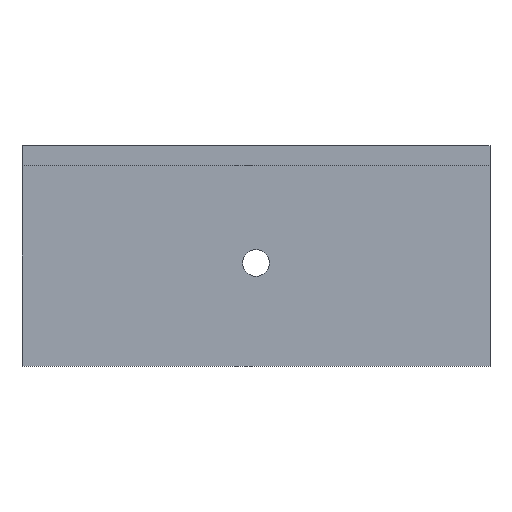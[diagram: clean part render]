
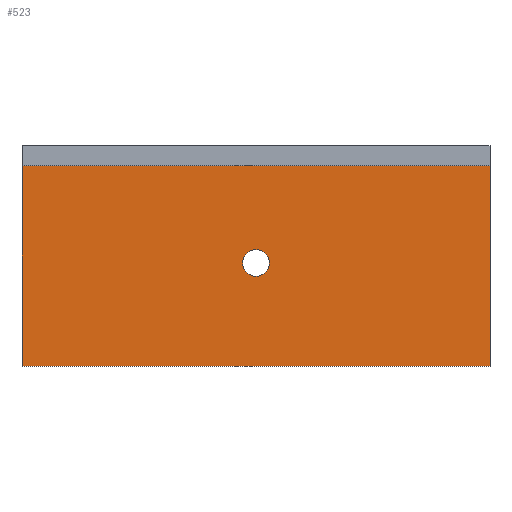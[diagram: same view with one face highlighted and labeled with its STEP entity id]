
A CAD part, front view. The second image highlights one B-rep face of the part: STEP entity #523.
In plain terms, the highlighted planar face has unit normal (0, -1, 0).
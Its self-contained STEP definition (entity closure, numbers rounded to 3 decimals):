
#16=FACE_BOUND('',#188,.T.);
#27=CIRCLE('',#577,2.);
#40=LINE('',#823,#90);
#47=LINE('',#836,#97);
#49=LINE('',#840,#99);
#67=LINE('',#877,#117);
#74=LINE('',#891,#124);
#75=LINE('',#892,#125);
#90=VECTOR('',#655,10.);
#97=VECTOR('',#664,10.);
#99=VECTOR('',#666,10.);
#117=VECTOR('',#702,10.);
#124=VECTOR('',#717,10.);
#125=VECTOR('',#718,10.);
#158=FACE_OUTER_BOUND('',#187,.T.);
#187=EDGE_LOOP('',(#434,#435,#436,#437,#438,#439));
#188=EDGE_LOOP('',(#440));
#234=VERTEX_POINT('',#821);
#235=VERTEX_POINT('',#822);
#240=VERTEX_POINT('',#835);
#241=VERTEX_POINT('',#837);
#242=VERTEX_POINT('',#839);
#252=VERTEX_POINT('',#873);
#255=VERTEX_POINT('',#890);
#286=EDGE_CURVE('',#234,#235,#40,.T.);
#293=EDGE_CURVE('',#240,#234,#47,.T.);
#295=EDGE_CURVE('',#242,#241,#49,.T.);
#314=EDGE_CURVE('',#252,#252,#27,.T.);
#315=EDGE_CURVE('',#240,#241,#67,.T.);
#322=EDGE_CURVE('',#235,#255,#74,.T.);
#323=EDGE_CURVE('',#242,#255,#75,.T.);
#434=ORIENTED_EDGE('',*,*,#293,.T.);
#435=ORIENTED_EDGE('',*,*,#286,.T.);
#436=ORIENTED_EDGE('',*,*,#322,.T.);
#437=ORIENTED_EDGE('',*,*,#323,.F.);
#438=ORIENTED_EDGE('',*,*,#295,.T.);
#439=ORIENTED_EDGE('',*,*,#315,.F.);
#440=ORIENTED_EDGE('',*,*,#314,.F.);
#497=PLANE('',#582);
#523=ADVANCED_FACE('',(#158,#16),#497,.F.);
#577=AXIS2_PLACEMENT_3D('',#875,#698,#699);
#582=AXIS2_PLACEMENT_3D('',#889,#715,#716);
#655=DIRECTION('',(0.,0.,-1.));
#664=DIRECTION('',(-1.,0.,0.));
#666=DIRECTION('',(-1.,0.,0.));
#698=DIRECTION('center_axis',(0.,-1.,0.));
#699=DIRECTION('ref_axis',(1.,0.,0.));
#702=DIRECTION('',(1.,0.,0.));
#715=DIRECTION('center_axis',(0.,1.,0.));
#716=DIRECTION('ref_axis',(1.,0.,0.));
#717=DIRECTION('',(1.,0.,0.));
#718=DIRECTION('',(0.,0.,-1.));
#821=CARTESIAN_POINT('',(-14.,0.,17.));
#822=CARTESIAN_POINT('',(-14.,0.,-13.));
#823=CARTESIAN_POINT('',(-14.,0.,-10.));
#835=CARTESIAN_POINT('',(1.,0.,17.));
#836=CARTESIAN_POINT('',(17.25,0.,17.));
#837=CARTESIAN_POINT('',(41.,0.,17.));
#839=CARTESIAN_POINT('',(56.,0.,17.));
#840=CARTESIAN_POINT('',(17.25,0.,17.));
#873=CARTESIAN_POINT('',(18.999,0.,2.464));
#875=CARTESIAN_POINT('Origin',(20.999,0.,2.464));
#877=CARTESIAN_POINT('',(-14.,0.,17.));
#889=CARTESIAN_POINT('Origin',(48.5,0.,3.5));
#890=CARTESIAN_POINT('',(56.,0.,-13.));
#891=CARTESIAN_POINT('',(21.533,0.,-13.));
#892=CARTESIAN_POINT('',(56.,0.,17.));
